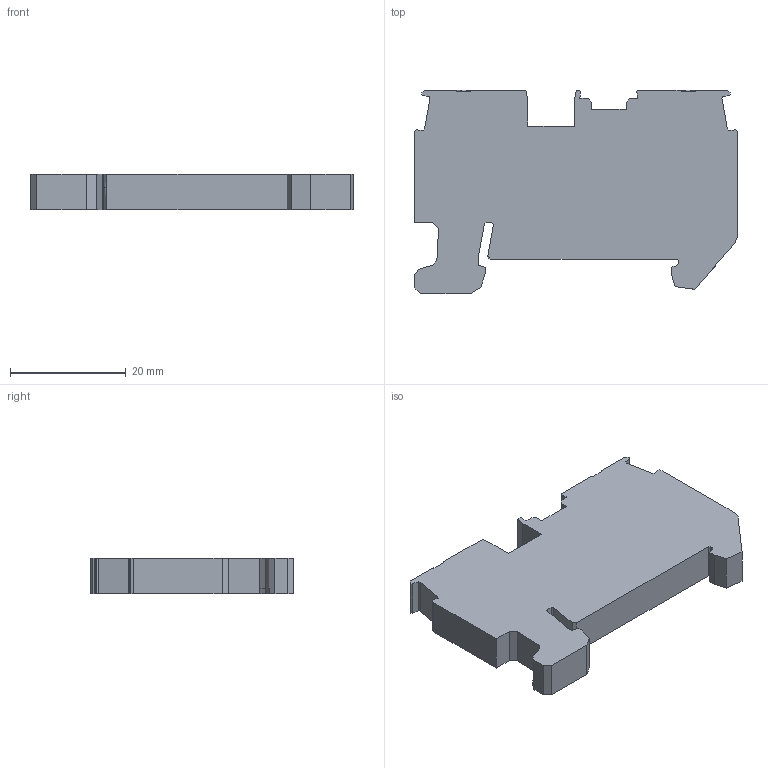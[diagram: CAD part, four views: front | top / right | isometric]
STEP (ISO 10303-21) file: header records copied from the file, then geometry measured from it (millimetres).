
FILE_DESCRIPTION( ('This file contains a STEP AP42 implementation' ,'as created by ZW3D STEP Interface translator.') ,'2;1' );
FILE_NAME( 'GUV4-102-XX-00N.stp' ,'2410 8.161918', (''), ('ZWCAD Software Co.'), 'Version 1.0', 'ZW3D to STEP translator', '' );
FILE_SCHEMA(('CONFIG_CONTROL_DESIGN'));
Length unit declared in the file: millimetre
Products named in the file (1): 0
Bounding box: 55.89 x 35.2 x 6.2 mm (x, y, z)
Volume: 9788.6 mm3; surface area: 4594.8 mm2
Topology: 1 solids, 1 shells, 116 faces, 341 edges, 230 vertices
Faces by surface type: bspline 116
Entity records: 3964 total; most frequent: CARTESIAN_POINT 2016, ORIENTED_EDGE 682, EDGE_CURVE 341, B_SPLINE_CURVE_WITH_KNOTS 248, VERTEX_POINT 230, EDGE_LOOP 119, FACE_OUTER_BOUND 116, ADVANCED_FACE 116
